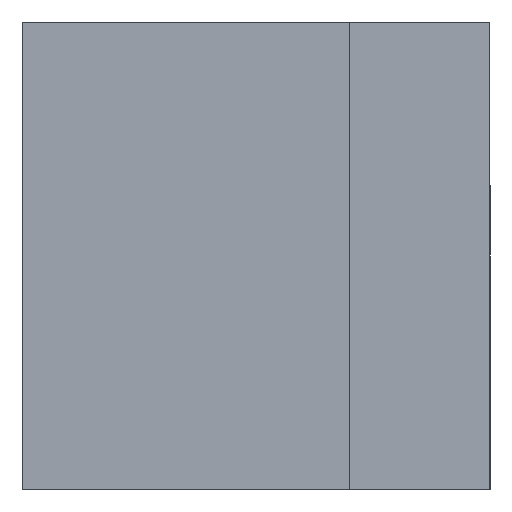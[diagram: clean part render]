
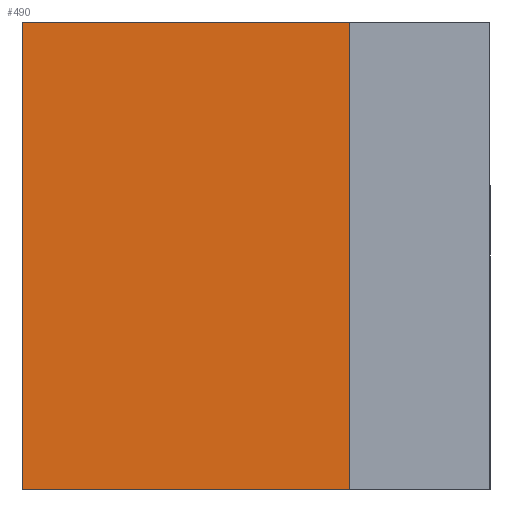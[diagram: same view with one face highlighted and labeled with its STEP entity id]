
A CAD part, left-side view. The second image highlights one B-rep face of the part: STEP entity #490.
In plain terms, the highlighted planar face has unit normal (-1, 0, 0).
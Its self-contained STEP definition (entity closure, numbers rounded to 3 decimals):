
#32 = CARTESIAN_POINT ( 'NONE',  ( -0.4, 0.075, 0.25 ) ) ;
#107 = VECTOR ( 'NONE', #848, 1000. ) ;
#132 = CARTESIAN_POINT ( 'NONE',  ( -0.4, 0.25, -0.25 ) ) ;
#142 = EDGE_LOOP ( 'NONE', ( #265, #852, #381, #549 ) ) ;
#146 = VERTEX_POINT ( 'NONE', #504 ) ;
#170 = LINE ( 'NONE', #32, #558 ) ;
#227 = EDGE_CURVE ( 'NONE', #809, #437, #702, .T. ) ;
#265 = ORIENTED_EDGE ( 'NONE', *, *, #380, .T. ) ;
#301 = CARTESIAN_POINT ( 'NONE',  ( -0.4, 0.075, -0.25 ) ) ;
#355 = DIRECTION ( 'NONE',  ( 0., 0., -1. ) ) ;
#380 = EDGE_CURVE ( 'NONE', #437, #146, #471, .T. ) ;
#381 = ORIENTED_EDGE ( 'NONE', *, *, #456, .F. ) ;
#383 = CARTESIAN_POINT ( 'NONE',  ( -0.4, -0.1, 0. ) ) ;
#387 = VECTOR ( 'NONE', #798, 1000. ) ;
#399 = VECTOR ( 'NONE', #816, 1000. ) ;
#437 = VERTEX_POINT ( 'NONE', #873 ) ;
#453 = DIRECTION ( 'NONE',  ( 0., -1., 0. ) ) ;
#456 = EDGE_CURVE ( 'NONE', #809, #486, #604, .T. ) ;
#471 = LINE ( 'NONE', #383, #387 ) ;
#486 = VERTEX_POINT ( 'NONE', #759 ) ;
#490 = ADVANCED_FACE ( 'NONE', ( #523 ), #737, .F. ) ;
#499 = EDGE_CURVE ( 'NONE', #486, #146, #170, .T. ) ;
#504 = CARTESIAN_POINT ( 'NONE',  ( -0.4, -0.1, 0.25 ) ) ;
#523 = FACE_OUTER_BOUND ( 'NONE', #142, .T. ) ;
#541 = CARTESIAN_POINT ( 'NONE',  ( -0.4, 0.25, 0. ) ) ;
#549 = ORIENTED_EDGE ( 'NONE', *, *, #227, .T. ) ;
#558 = VECTOR ( 'NONE', #453, 1000. ) ;
#586 = AXIS2_PLACEMENT_3D ( 'NONE', #621, #762, #355 ) ;
#604 = LINE ( 'NONE', #541, #399 ) ;
#621 = CARTESIAN_POINT ( 'NONE',  ( -0.4, -0.1, 0.25 ) ) ;
#702 = LINE ( 'NONE', #301, #107 ) ;
#737 = PLANE ( 'NONE',  #586 ) ;
#759 = CARTESIAN_POINT ( 'NONE',  ( -0.4, 0.25, 0.25 ) ) ;
#762 = DIRECTION ( 'NONE',  ( 1., 0., 0. ) ) ;
#798 = DIRECTION ( 'NONE',  ( 0., 0., 1. ) ) ;
#809 = VERTEX_POINT ( 'NONE', #132 ) ;
#816 = DIRECTION ( 'NONE',  ( 0., 0., 1. ) ) ;
#848 = DIRECTION ( 'NONE',  ( 0., -1., 0. ) ) ;
#852 = ORIENTED_EDGE ( 'NONE', *, *, #499, .F. ) ;
#873 = CARTESIAN_POINT ( 'NONE',  ( -0.4, -0.1, -0.25 ) ) ;
